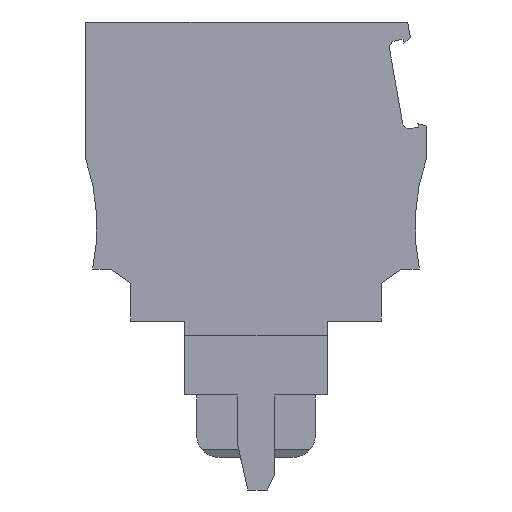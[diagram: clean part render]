
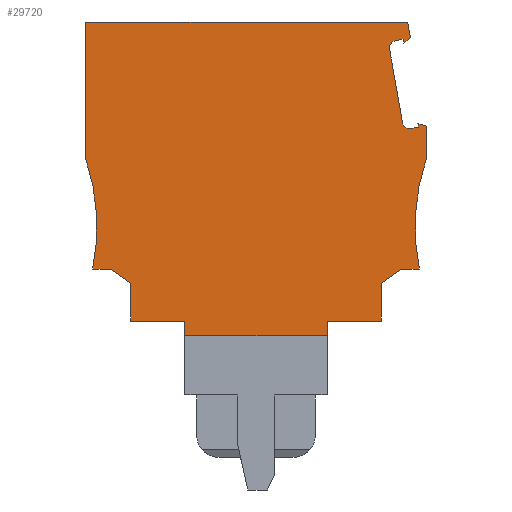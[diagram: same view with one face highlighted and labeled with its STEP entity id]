
A CAD part, left-side view. The second image highlights one B-rep face of the part: STEP entity #29720.
In plain terms, the highlighted face is planar.
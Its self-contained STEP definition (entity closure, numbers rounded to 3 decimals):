
#760=CARTESIAN_POINT('',(54.382,11.699,
53.645));
#770=VERTEX_POINT('',#760);
#920=CARTESIAN_POINT('',(54.335,11.967,
53.645));
#930=VERTEX_POINT('',#920);
#960=CARTESIAN_POINT('',(58.359,-10.856,
53.645));
#970=DIRECTION('',(0.174,-0.985,
0.));
#980=VECTOR('',#970,1.);
#990=LINE('',#960,#980);
#1000=EDGE_CURVE('',#930,#770,#990,.T.);
#1700=CARTESIAN_POINT('',(48.932,-9.1,
53.645));
#1710=VERTEX_POINT('',#1700);
#1740=CARTESIAN_POINT('',(48.932,-10.856,
53.645));
#1750=DIRECTION('',(0.,-1.,0.));
#1760=VECTOR('',#1750,1.);
#1770=LINE('',#1740,#1760);
#1780=CARTESIAN_POINT('',(48.932,-8.05,
53.645));
#1790=VERTEX_POINT('',#1780);
#1800=EDGE_CURVE('',#1790,#1710,#1770,.T.);
#2390=CARTESIAN_POINT('',(58.897,-10.856,
53.645));
#2400=DIRECTION('',(0.174,-0.985,
0.));
#2410=VECTOR('',#2400,1.);
#2420=LINE('',#2390,#2410);
#2430=CARTESIAN_POINT('',(54.656,13.2,
53.645));
#2440=VERTEX_POINT('',#2430);
#2450=CARTESIAN_POINT('',(54.851,12.093,
53.645));
#2460=VERTEX_POINT('',#2450);
#2470=EDGE_CURVE('',#2440,#2460,#2420,.T.);
#6070=CARTESIAN_POINT('',(53.368,11.289,
53.645));
#6080=VERTEX_POINT('',#6070);
#6160=CARTESIAN_POINT('',(54.293,6.045,
53.645));
#6170=VERTEX_POINT('',#6160);
#6200=CARTESIAN_POINT('',(57.273,-10.856,
53.645));
#6210=DIRECTION('',(-0.174,0.985,
0.));
#6220=VECTOR('',#6210,1.);
#6230=LINE('',#6200,#6220);
#6240=EDGE_CURVE('',#6170,#6080,#6230,.T.);
#9320=CARTESIAN_POINT('',(53.773,11.868,
53.645));
#9330=VERTEX_POINT('',#9320);
#9360=CARTESIAN_POINT('',(17.976,5.556,
53.645));
#9370=DIRECTION('',(0.985,0.174,
0.));
#9380=VECTOR('',#9370,1.);
#9390=LINE('',#9360,#9380);
#9400=EDGE_CURVE('',#9330,#930,#9390,.T.);
#9700=CARTESIAN_POINT('',(38.832,-8.05,
53.645));
#9710=VERTEX_POINT('',#9700);
#9740=CARTESIAN_POINT('',(38.832,-10.856,
53.645));
#9750=DIRECTION('',(0.,-1.,0.));
#9760=VECTOR('',#9750,1.);
#9770=LINE('',#9740,#9760);
#9780=CARTESIAN_POINT('',(38.832,-9.1,
53.645));
#9790=VERTEX_POINT('',#9780);
#9800=EDGE_CURVE('',#9710,#9790,#9770,.T.);
#10650=CARTESIAN_POINT('',(53.86,11.376,
53.645));
#10660=DIRECTION('',(0.,0.,1.));
#10670=DIRECTION('',(0.94,-0.342,
0.));
#10680=AXIS2_PLACEMENT_3D('',#10650,#10660,#10670);
#10690=CIRCLE('',#10680,0.5);
#10700=EDGE_CURVE('',#9330,#6080,#10690,.T.);
#13240=CARTESIAN_POINT('',(55.982,5.79,
53.645));
#13250=VERTEX_POINT('',#13240);
#13280=CARTESIAN_POINT('',(17.976,19.623,
53.645));
#13290=DIRECTION('',(-0.94,0.342,
0.));
#13300=VECTOR('',#13290,1.);
#13310=LINE('',#13280,#13300);
#13320=CARTESIAN_POINT('',(55.386,6.007,
53.645));
#13330=VERTEX_POINT('',#13320);
#13340=EDGE_CURVE('',#13250,#13330,#13310,.T.);
#13620=CARTESIAN_POINT('',(31.782,13.2,
53.645));
#13630=VERTEX_POINT('',#13620);
#13660=CARTESIAN_POINT('',(31.782,-10.856,
53.645));
#13670=DIRECTION('',(0.,1.,0.));
#13680=VECTOR('',#13670,1.);
#13690=LINE('',#13660,#13680);
#13700=CARTESIAN_POINT('',(31.782,3.483,
53.645));
#13710=VERTEX_POINT('',#13700);
#13720=EDGE_CURVE('',#13710,#13630,#13690,.T.);
#14000=CARTESIAN_POINT('',(55.433,5.738,
53.645));
#14010=VERTEX_POINT('',#14000);
#14060=CARTESIAN_POINT('',(58.359,-10.856,
53.645));
#14070=DIRECTION('',(0.174,-0.985,
0.));
#14080=VECTOR('',#14070,1.);
#14090=LINE('',#14060,#14080);
#14100=EDGE_CURVE('',#13330,#14010,#14090,.T.);
#14570=CARTESIAN_POINT('',(54.872,5.639,
53.645));
#14580=VERTEX_POINT('',#14570);
#14630=CARTESIAN_POINT('',(17.976,-0.866,
53.645));
#14640=DIRECTION('',(-0.985,-0.174,
0.));
#14650=VECTOR('',#14640,1.);
#14660=LINE('',#14630,#14650);
#14670=EDGE_CURVE('',#14010,#14580,#14660,.T.);
#14880=CARTESIAN_POINT('',(34.982,-8.05,
53.645));
#14890=VERTEX_POINT('',#14880);
#14920=CARTESIAN_POINT('',(17.976,-8.05,
53.645));
#14930=DIRECTION('',(-1.,0.,0.));
#14940=VECTOR('',#14930,1.);
#14950=LINE('',#14920,#14940);
#14960=EDGE_CURVE('',#9710,#14890,#14950,.T.);
#15160=CARTESIAN_POINT('',(17.976,-18.849,
53.645));
#15170=DIRECTION('',(0.766,0.643,
0.));
#15180=VECTOR('',#15170,1.);
#15190=LINE('',#15160,#15180);
#15200=EDGE_CURVE('',#770,#2460,#15190,.T.);
#15420=CARTESIAN_POINT('',(54.785,6.132,
53.645));
#15430=DIRECTION('',(0.,0.,-1.));
#15440=DIRECTION('',(-0.978,0.208,
0.));
#15450=AXIS2_PLACEMENT_3D('',#15420,#15430,#15440);
#15460=CIRCLE('',#15450,0.5);
#15470=EDGE_CURVE('',#14580,#6170,#15460,.T.);
#15900=CARTESIAN_POINT('',(17.976,-8.05,
53.645));
#15910=DIRECTION('',(1.,0.,0.));
#15920=VECTOR('',#15910,1.);
#15930=LINE('',#15900,#15920);
#15940=CARTESIAN_POINT('',(52.782,-8.05,
53.645));
#15950=VERTEX_POINT('',#15940);
#15960=EDGE_CURVE('',#1790,#15950,#15930,.T.);
#16200=CARTESIAN_POINT('',(17.582,-1.35,
53.645));
#16210=DIRECTION('',(0.,0.,1.));
#16220=DIRECTION('',(1.,0.,0.));
#16230=AXIS2_PLACEMENT_3D('',#16200,#16210,#16220);
#16240=CIRCLE('',#16230,15.);
#16250=CARTESIAN_POINT('',(32.279,-4.35,
53.645));
#16260=VERTEX_POINT('',#16250);
#16270=EDGE_CURVE('',#16260,#13710,#16240,.T.);
#16520=CARTESIAN_POINT('',(52.782,-10.856,
53.645));
#16530=DIRECTION('',(0.,1.,0.));
#16540=VECTOR('',#16530,1.);
#16550=LINE('',#16520,#16540);
#16560=CARTESIAN_POINT('',(52.782,-5.354,
53.645));
#16570=VERTEX_POINT('',#16560);
#16580=EDGE_CURVE('',#15950,#16570,#16550,.T.);
#16830=CARTESIAN_POINT('',(43.588,-11.792,
53.645));
#16840=DIRECTION('',(-0.819,-0.574,
0.));
#16850=VECTOR('',#16840,1.);
#16860=LINE('',#16830,#16850);
#16870=CARTESIAN_POINT('',(54.216,-4.35,
53.645));
#16880=VERTEX_POINT('',#16870);
#16890=EDGE_CURVE('',#16880,#16570,#16860,.T.);
#17150=CARTESIAN_POINT('',(17.976,-4.35,
53.645));
#17160=DIRECTION('',(1.,0.,0.));
#17170=VECTOR('',#17160,1.);
#17180=LINE('',#17150,#17170);
#17190=CARTESIAN_POINT('',(55.485,-4.35,
53.645));
#17200=VERTEX_POINT('',#17190);
#17210=EDGE_CURVE('',#16880,#17200,#17180,.T.);
#17450=CARTESIAN_POINT('',(17.976,-4.35,
53.645));
#17460=DIRECTION('',(-1.,0.,0.));
#17470=VECTOR('',#17460,1.);
#17480=LINE('',#17450,#17470);
#17490=CARTESIAN_POINT('',(33.548,-4.35,
53.645));
#17500=VERTEX_POINT('',#17490);
#17510=EDGE_CURVE('',#17500,#16260,#17480,.T.);
#17760=CARTESIAN_POINT('',(70.182,-1.35,
53.645));
#17770=DIRECTION('',(0.,0.,-1.));
#17780=DIRECTION('',(-1.,0.,0.));
#17790=AXIS2_PLACEMENT_3D('',#17760,#17770,#17780);
#17800=CIRCLE('',#17790,15.);
#17810=CARTESIAN_POINT('',(55.982,3.483,
53.645));
#17820=VERTEX_POINT('',#17810);
#17830=EDGE_CURVE('',#17200,#17820,#17800,.T.);
#18120=CARTESIAN_POINT('',(34.982,-5.354,
53.645));
#18130=VERTEX_POINT('',#18120);
#18160=CARTESIAN_POINT('',(34.982,-10.856,
53.645));
#18170=DIRECTION('',(0.,1.,0.));
#18180=VECTOR('',#18170,1.);
#18190=LINE('',#18160,#18180);
#18200=EDGE_CURVE('',#14890,#18130,#18190,.T.);
#18400=CARTESIAN_POINT('',(55.982,-10.856,
53.645));
#18410=DIRECTION('',(0.,-1.,0.));
#18420=VECTOR('',#18410,1.);
#18430=LINE('',#18400,#18420);
#18440=EDGE_CURVE('',#13250,#17820,#18430,.T.);
#20250=CARTESIAN_POINT('',(43.588,-11.38,
53.645));
#20260=DIRECTION('',(0.819,-0.574,
0.));
#20270=VECTOR('',#20260,1.);
#20280=LINE('',#20250,#20270);
#20290=EDGE_CURVE('',#17500,#18130,#20280,.T.);
#21820=CARTESIAN_POINT('',(17.976,13.2,
53.645));
#21830=DIRECTION('',(1.,0.,0.));
#21840=VECTOR('',#21830,1.);
#21850=LINE('',#21820,#21840);
#21860=EDGE_CURVE('',#13630,#2440,#21850,.T.);
#29230=CARTESIAN_POINT('',(17.976,-9.1,
53.645));
#29240=DIRECTION('',(1.,0.,0.));
#29250=VECTOR('',#29240,1.);
#29260=LINE('',#29230,#29250);
#29270=EDGE_CURVE('',#9790,#1710,#29260,.T.);
#29390=CARTESIAN_POINT('',(45.723,9.739,
53.645));
#29400=DIRECTION('',(0.,0.,-1.));
#29410=DIRECTION('',(-1.,0.,0.));
#29420=AXIS2_PLACEMENT_3D('',#29390,#29400,#29410);
#29430=PLANE('',#29420);
#29440=ORIENTED_EDGE('',*,*,#9800,.T.);
#29450=ORIENTED_EDGE('',*,*,#14960,.F.);
#29460=ORIENTED_EDGE('',*,*,#18200,.F.);
#29470=ORIENTED_EDGE('',*,*,#20290,.T.);
#29480=ORIENTED_EDGE('',*,*,#17510,.F.);
#29490=ORIENTED_EDGE('',*,*,#16270,.F.);
#29500=ORIENTED_EDGE('',*,*,#13720,.F.);
#29510=ORIENTED_EDGE('',*,*,#21860,.F.);
#29520=ORIENTED_EDGE('',*,*,#2470,.F.);
#29530=ORIENTED_EDGE('',*,*,#15200,.T.);
#29540=ORIENTED_EDGE('',*,*,#1000,.T.);
#29550=ORIENTED_EDGE('',*,*,#9400,.T.);
#29560=ORIENTED_EDGE('',*,*,#10700,.F.);
#29570=ORIENTED_EDGE('',*,*,#6240,.T.);
#29580=ORIENTED_EDGE('',*,*,#15470,.T.);
#29590=ORIENTED_EDGE('',*,*,#14670,.T.);
#29600=ORIENTED_EDGE('',*,*,#14100,.T.);
#29610=ORIENTED_EDGE('',*,*,#13340,.T.);
#29620=ORIENTED_EDGE('',*,*,#18440,.F.);
#29630=ORIENTED_EDGE('',*,*,#17830,.T.);
#29640=ORIENTED_EDGE('',*,*,#17210,.T.);
#29650=ORIENTED_EDGE('',*,*,#16890,.F.);
#29660=ORIENTED_EDGE('',*,*,#16580,.T.);
#29670=ORIENTED_EDGE('',*,*,#15960,.T.);
#29680=ORIENTED_EDGE('',*,*,#1800,.F.);
#29690=ORIENTED_EDGE('',*,*,#29270,.T.);
#29700=EDGE_LOOP('',(#29690,#29680,#29670,#29660,#29650,#29640,#29630,
#29620,#29610,#29600,#29590,#29580,#29570,#29560,#29550,#29540,#29530,
#29520,#29510,#29500,#29490,#29480,#29470,#29460,#29450,#29440));
#29710=FACE_OUTER_BOUND('',#29700,.T.);
#29720=ADVANCED_FACE('',(#29710),#29430,.F.);
